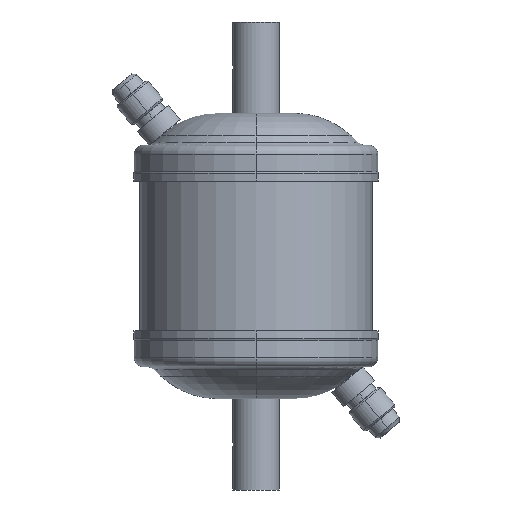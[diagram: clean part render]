
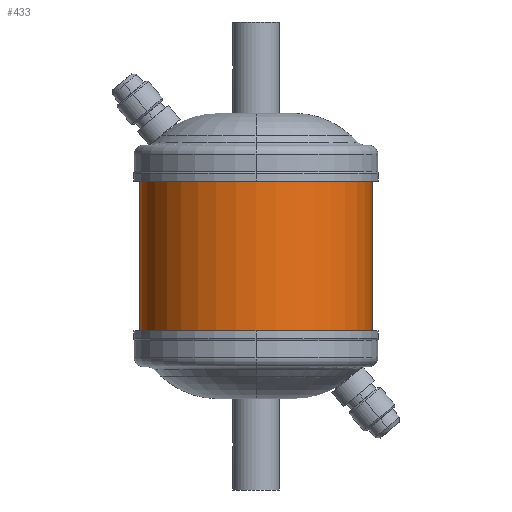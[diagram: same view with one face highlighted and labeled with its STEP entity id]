
A CAD part, front view. The second image highlights one B-rep face of the part: STEP entity #433.
In plain terms, the highlighted cylindrical face has radius 31.75 mm (diameter 63.5 mm), a partial arc.
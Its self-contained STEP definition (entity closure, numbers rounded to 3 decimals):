
#12 = CYLINDRICAL_SURFACE ( 'NONE', #2235, 31.75 ) ;
#134 = DIRECTION ( 'NONE',  ( 1., 0., 0. ) ) ;
#203 = ORIENTED_EDGE ( 'NONE', *, *, #744, .F. ) ;
#209 = LINE ( 'NONE', #1155, #1654 ) ;
#258 = CARTESIAN_POINT ( 'NONE',  ( 0., 0., -28. ) ) ;
#433 = ADVANCED_FACE ( 'NONE', ( #1389 ), #12, .T. ) ;
#526 = DIRECTION ( 'NONE',  ( 0., 0., 1. ) ) ;
#648 = CIRCLE ( 'NONE', #1556, 31.75 ) ;
#744 = EDGE_CURVE ( 'NONE', #1304, #2754, #648, .T. ) ;
#763 = CARTESIAN_POINT ( 'NONE',  ( 0., 0., 20.5 ) ) ;
#803 = ORIENTED_EDGE ( 'NONE', *, *, #2302, .F. ) ;
#812 = CARTESIAN_POINT ( 'NONE',  ( 31.75, 0., -28. ) ) ;
#1012 = CARTESIAN_POINT ( 'NONE',  ( 0., 0., -20.5 ) ) ;
#1121 = DIRECTION ( 'NONE',  ( 0., 0., 1. ) ) ;
#1155 = CARTESIAN_POINT ( 'NONE',  ( -31.75, 0., -28. ) ) ;
#1165 = DIRECTION ( 'NONE',  ( 1., 0., 0. ) ) ;
#1223 = DIRECTION ( 'NONE',  ( -1., 0., 0. ) ) ;
#1292 = CARTESIAN_POINT ( 'NONE',  ( 31.75, 0., 20.5 ) ) ;
#1304 = VERTEX_POINT ( 'NONE', #2873 ) ;
#1389 = FACE_OUTER_BOUND ( 'NONE', #2547, .T. ) ;
#1403 = CIRCLE ( 'NONE', #2685, 31.75 ) ;
#1505 = EDGE_CURVE ( 'NONE', #2301, #2195, #1403, .T. ) ;
#1556 = AXIS2_PLACEMENT_3D ( 'NONE', #1012, #2596, #1223 ) ;
#1639 = CARTESIAN_POINT ( 'NONE',  ( -31.75, 0., -20.5 ) ) ;
#1654 = VECTOR ( 'NONE', #1121, 1000. ) ;
#2195 = VERTEX_POINT ( 'NONE', #1292 ) ;
#2219 = LINE ( 'NONE', #812, #2345 ) ;
#2235 = AXIS2_PLACEMENT_3D ( 'NONE', #258, #2746, #1165 ) ;
#2249 = CARTESIAN_POINT ( 'NONE',  ( -31.75, 0., 20.5 ) ) ;
#2301 = VERTEX_POINT ( 'NONE', #2249 ) ;
#2302 = EDGE_CURVE ( 'NONE', #2754, #2301, #209, .T. ) ;
#2338 = ORIENTED_EDGE ( 'NONE', *, *, #1505, .F. ) ;
#2345 = VECTOR ( 'NONE', #2683, 1000. ) ;
#2513 = ORIENTED_EDGE ( 'NONE', *, *, #2535, .T. ) ;
#2535 = EDGE_CURVE ( 'NONE', #1304, #2195, #2219, .T. ) ;
#2547 = EDGE_LOOP ( 'NONE', ( #803, #203, #2513, #2338 ) ) ;
#2596 = DIRECTION ( 'NONE',  ( 0., 0., -1. ) ) ;
#2683 = DIRECTION ( 'NONE',  ( 0., 0., 1. ) ) ;
#2685 = AXIS2_PLACEMENT_3D ( 'NONE', #763, #526, #134 ) ;
#2746 = DIRECTION ( 'NONE',  ( 0., 0., 1. ) ) ;
#2754 = VERTEX_POINT ( 'NONE', #1639 ) ;
#2873 = CARTESIAN_POINT ( 'NONE',  ( 31.75, 0., -20.5 ) ) ;
